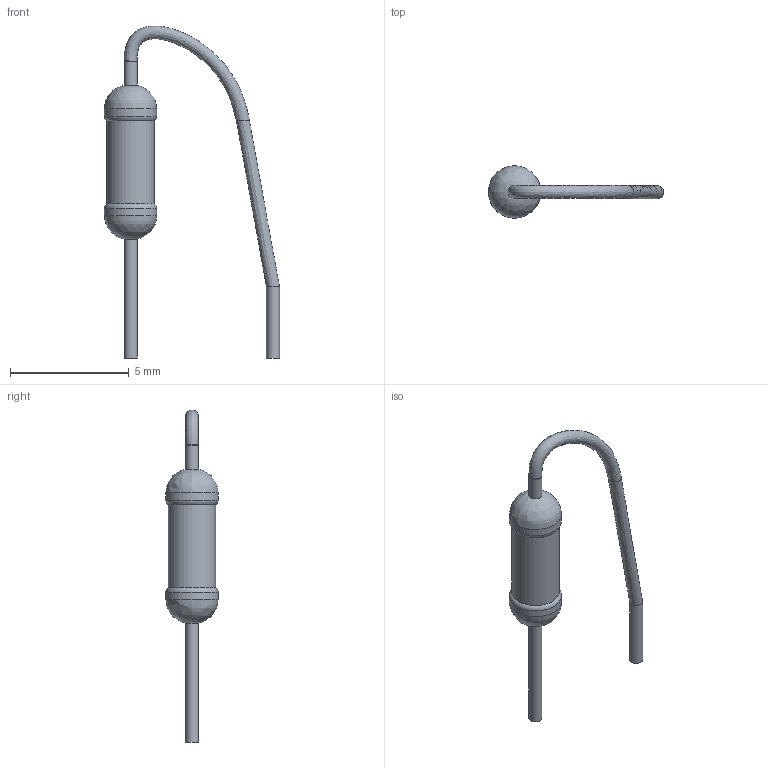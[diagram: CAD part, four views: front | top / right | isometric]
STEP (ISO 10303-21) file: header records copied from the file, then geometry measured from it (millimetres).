
FILE_DESCRIPTION(/* description */ (''),/* implementation_level */ '2;1');
FILE_NAME(/* name */ '1.step',/* time_stamp */ '2024-09-10T16:13:26+06:00',/* author */ (''),/* organization */ (''),/* preprocessor_version */ 'ST-DEVELOPER v20',/* originating_system */ 'Autodesk Translation Framework v13.14.0.145',/* authorisation */ '');
FILE_SCHEMA (('AUTOMOTIVE_DESIGN { 1 0 10303 214 3 1 1 }'));
Length unit declared in the file: millimetre
Products named in the file (1): Radial components _1/4w  res
Bounding box: 7.38 x 2.2 x 13.99 mm (x, y, z)
Volume: 25.5 mm3; surface area: 91.8 mm2
Topology: 4 solids, 4 shells, 23 faces, 42 edges, 27 vertices
Faces by surface type: plane 11, cylinder 6, bspline 4, torus 2
Full cylindrical faces by diameter (mm): 0.55 x3, 2 x1, 2.2 x2
Entity records: 971 total; most frequent: CARTESIAN_POINT 460, DIRECTION 109, ORIENTED_EDGE 84, AXIS2_PLACEMENT_3D 51, EDGE_CURVE 42, CIRCLE 31, VERTEX_POINT 27, FACE_OUTER_BOUND 23
